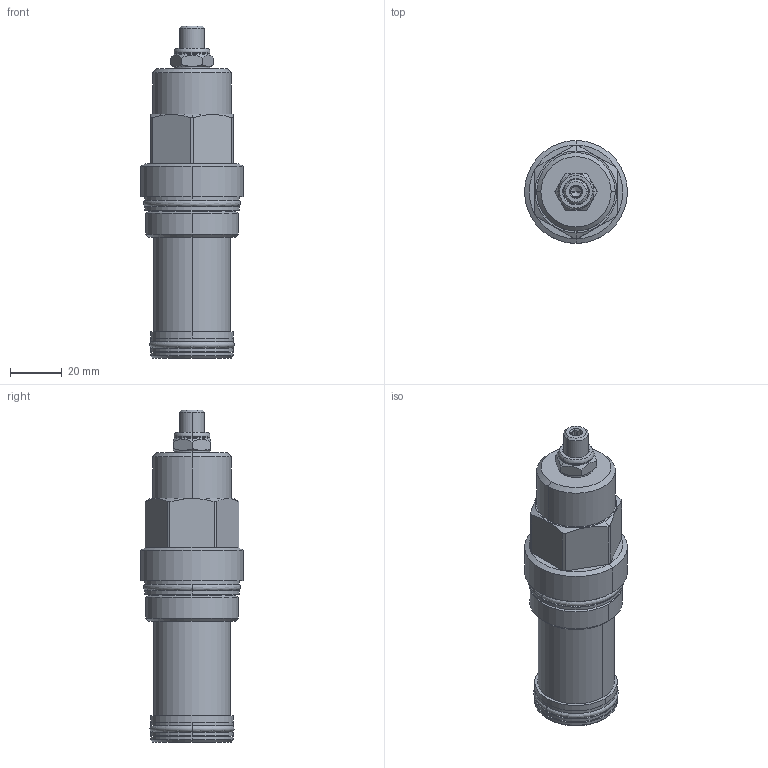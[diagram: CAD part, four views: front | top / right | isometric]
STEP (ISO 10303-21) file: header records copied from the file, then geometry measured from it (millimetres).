
FILE_DESCRIPTION((''),'2;1');
FILE_NAME('FDEA-LAN_PRT','2015-04-12T',('Administrator'),(''),'PRO/ENGINEER BY PARAMETRIC TECHNOLOGY CORPORATION, 2006240','PRO/ENGINEER BY PARAMETRIC TECHNOLOGY CORPORATION, 2006240','');
FILE_SCHEMA(('CONFIG_CONTROL_DESIGN'));
Length unit declared in the file: inch
Products named in the file (1): FDEA-LAN_PRT
Bounding box: 39.6 x 39.6 x 127.72 mm (x, y, z)
Volume: 77071.6 mm3; surface area: 36794.4 mm2
Topology: 4 solids, 5 shells, 541 faces, 1249 edges, 770 vertices
Faces by surface type: cylinder 206, plane 162, cone 90, torus 74, revolution 8, sphere 1
Entity records: 17431 total; most frequent: CARTESIAN_POINT 4789, DIRECTION 2846, ORIENTED_EDGE 2490, EDGE_CURVE 1245, AXIS2_PLACEMENT_3D 1200, VERTEX_POINT 770, CIRCLE 667, EDGE_LOOP 627
